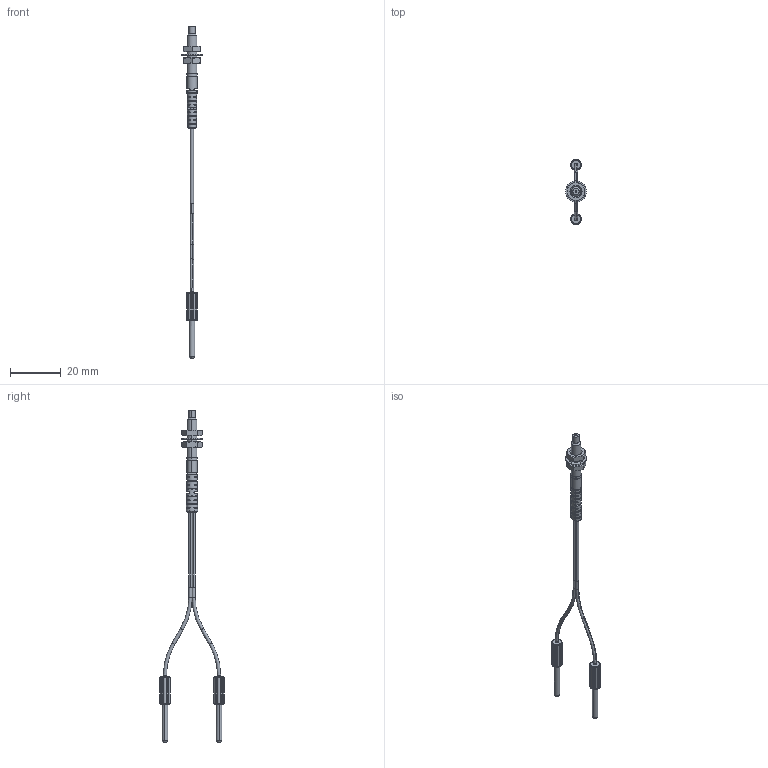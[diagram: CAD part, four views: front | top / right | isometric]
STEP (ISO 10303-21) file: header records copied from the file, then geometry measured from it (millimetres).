
FILE_DESCRIPTION((''),'2;1');
FILE_NAME('178357_ASM','2017-10-24T',('pdmadmin'),('BANNER ENGINEERING'),'CREO PARAMETRIC BY PTC INC, 2016260','CREO PARAMETRIC BY PTC INC, 2016260','');
FILE_SCHEMA(('CONFIG_CONTROL_DESIGN'));
Length unit declared in the file: millimetre
Products named in the file (4): PRD-420-B1; M4_NUT; 4_WASHER; 178357_ASM
Assembly tree (4 placements, depth 2):
  178357_ASM
    PRD-420-B1
    M4_NUT  x2
    4_WASHER
Bounding box: 8.3 x 25.3 x 130.62 mm (x, y, z)
Volume: 1127.6 mm3; surface area: 2033.3 mm2
Topology: 4 solids, 4 shells, 518 faces, 1329 edges, 830 vertices
Faces by surface type: cylinder 223, bspline 122, plane 99, cone 38, torus 36
Entity records: 23425 total; most frequent: CARTESIAN_POINT 12449, ORIENTED_EDGE 2538, DIRECTION 1947, EDGE_CURVE 1269, VERTEX_POINT 796, AXIS2_PLACEMENT_3D 784, EDGE_LOOP 505, FACE_OUTER_BOUND 490
